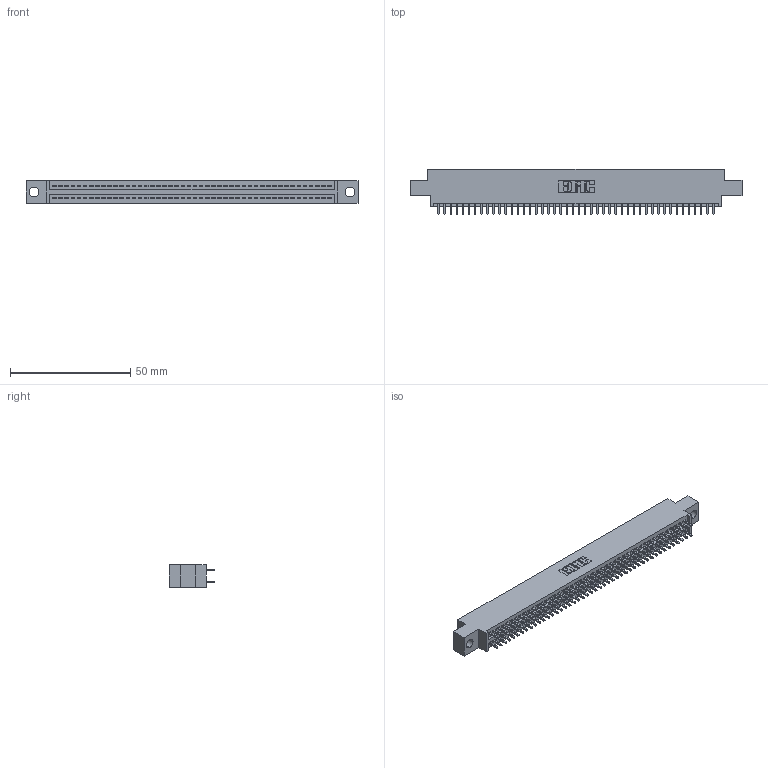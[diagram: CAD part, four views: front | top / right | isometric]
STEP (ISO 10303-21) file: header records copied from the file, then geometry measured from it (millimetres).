
FILE_DESCRIPTION (( 'STEP AP203' ), '1' );
FILE_NAME ('395-092-521-804.STEP', '2021-06-17T10:36:27', ( '' ), ( '' ), 'SwSTEP 2.0', 'SolidWorks 2020', '' );
FILE_SCHEMA (( 'CONFIG_CONTROL_DESIGN' ));
Length unit declared in the file: inch
Products named in the file (3): 345-292-001_345-293-121; 395-092-521-804; 345 Part_0.170 Offset - 0.156 Dia-TI
Assembly tree (93 placements, depth 2):
  395-092-521-804
    345 Part_0.170 Offset - 0.156 Dia-TI
    345-292-001_345-293-121  x92
Bounding box: 138.05 x 18.72 x 9.4 mm (x, y, z)
Volume: 13190.5 mm3; surface area: 19325.9 mm2
Topology: 93 solids, 93 shells, 4744 faces, 14097 edges, 9274 vertices
Faces by surface type: plane 3134, cylinder 1610
Entity records: 36123 total; most frequent: CARTESIAN_POINT 6058, ORIENTED_EDGE 5990, DIRECTION 5335, EDGE_CURVE 2995, VECTOR 2679, LINE 2679, VERTEX_POINT 1994, AXIS2_PLACEMENT_3D 1328
